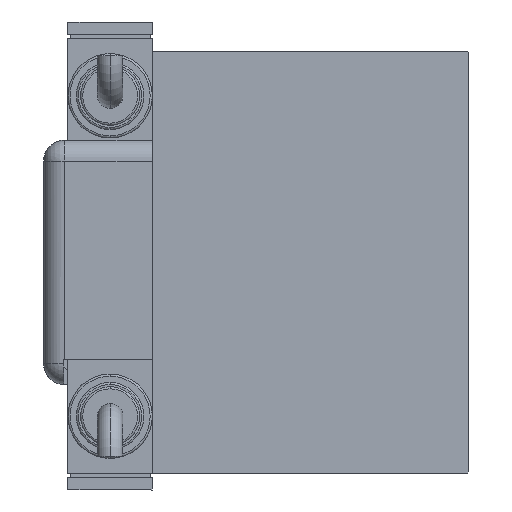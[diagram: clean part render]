
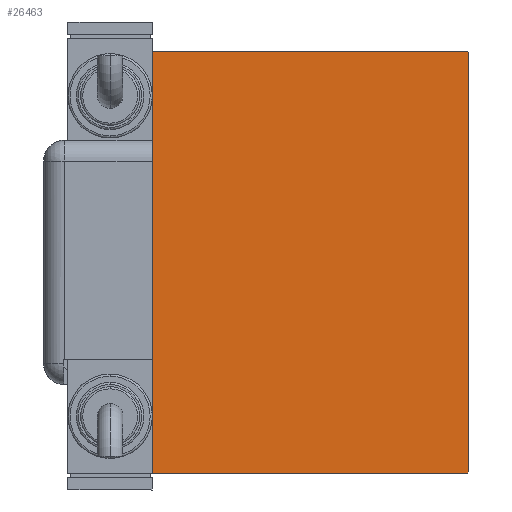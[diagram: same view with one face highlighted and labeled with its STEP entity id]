
A CAD part, left-side view. The second image highlights one B-rep face of the part: STEP entity #26463.
In plain terms, the highlighted face is planar.
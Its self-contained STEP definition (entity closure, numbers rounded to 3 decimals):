
#1540 = CARTESIAN_POINT ( 'NONE',  ( 193., 43.6, -43.6 ) ) ;
#1897 = DIRECTION ( 'NONE',  ( 0., -1., 0. ) ) ;
#2401 = CARTESIAN_POINT ( 'NONE',  ( 193., -37.5, -49.7 ) ) ;
#2778 = LINE ( 'NONE', #21111, #15436 ) ;
#3250 = CARTESIAN_POINT ( 'NONE',  ( 193., 37.2, 50. ) ) ;
#3510 = ORIENTED_EDGE ( 'NONE', *, *, #27542, .T. ) ;
#4395 = DIRECTION ( 'NONE',  ( 0., 1., 0. ) ) ;
#5850 = CARTESIAN_POINT ( 'NONE',  ( 193., -37.2, 50. ) ) ;
#6207 = ORIENTED_EDGE ( 'NONE', *, *, #20941, .T. ) ;
#6287 = CARTESIAN_POINT ( 'NONE',  ( 193., 37.5, -49.7 ) ) ;
#6326 = VERTEX_POINT ( 'NONE', #50810 ) ;
#8125 = VERTEX_POINT ( 'NONE', #31623 ) ;
#10122 = ORIENTED_EDGE ( 'NONE', *, *, #23899, .T. ) ;
#13711 = CARTESIAN_POINT ( 'NONE',  ( 193., -37.5, 50. ) ) ;
#15436 = VECTOR ( 'NONE', #1897, 1000. ) ;
#16157 = EDGE_CURVE ( 'NONE', #8125, #33665, #35537, .T. ) ;
#17225 = AXIS2_PLACEMENT_3D ( 'NONE', #54055, #49536, #58857 ) ;
#17302 = CARTESIAN_POINT ( 'NONE',  ( 193., -43.6, 43.6 ) ) ;
#17621 = CARTESIAN_POINT ( 'NONE',  ( 193., -37.5, -50. ) ) ;
#19622 = EDGE_CURVE ( 'NONE', #25701, #40483, #54652, .T. ) ;
#19989 = ORIENTED_EDGE ( 'NONE', *, *, #30022, .T. ) ;
#20941 = EDGE_CURVE ( 'NONE', #26966, #25701, #45191, .T. ) ;
#21090 = VECTOR ( 'NONE', #25580, 1000. ) ;
#21111 = CARTESIAN_POINT ( 'NONE',  ( 193., 37.5, 50. ) ) ;
#22120 = LINE ( 'NONE', #17302, #53059 ) ;
#22313 = CARTESIAN_POINT ( 'NONE',  ( 193., -43.6, -43.6 ) ) ;
#23899 = EDGE_CURVE ( 'NONE', #40483, #58072, #24389, .T. ) ;
#24389 = LINE ( 'NONE', #1540, #42164 ) ;
#25580 = DIRECTION ( 'NONE',  ( 0., 0., 1. ) ) ;
#25701 = VERTEX_POINT ( 'NONE', #40397 ) ;
#26463 = ADVANCED_FACE ( 'NONE', ( #40185 ), #26939, .T. ) ;
#26662 = DIRECTION ( 'NONE',  ( 0., 0., -1. ) ) ;
#26939 = PLANE ( 'NONE',  #17225 ) ;
#26966 = VERTEX_POINT ( 'NONE', #2401 ) ;
#27128 = VECTOR ( 'NONE', #45165, 1000. ) ;
#27542 = EDGE_CURVE ( 'NONE', #6326, #26966, #32047, .T. ) ;
#29219 = CARTESIAN_POINT ( 'NONE',  ( 193., 37.5, -50. ) ) ;
#29457 = ORIENTED_EDGE ( 'NONE', *, *, #19622, .T. ) ;
#29511 = LINE ( 'NONE', #29219, #21090 ) ;
#29722 = EDGE_LOOP ( 'NONE', ( #29457, #10122, #58828, #53696, #19989, #42381, #3510, #6207 ) ) ;
#30022 = EDGE_CURVE ( 'NONE', #33665, #47132, #2778, .T. ) ;
#31059 = EDGE_CURVE ( 'NONE', #58072, #8125, #29511, .T. ) ;
#31312 = VECTOR ( 'NONE', #45802, 1000. ) ;
#31623 = CARTESIAN_POINT ( 'NONE',  ( 193., 37.5, 49.7 ) ) ;
#32047 = LINE ( 'NONE', #13711, #37474 ) ;
#32053 = VECTOR ( 'NONE', #4395, 1000. ) ;
#33665 = VERTEX_POINT ( 'NONE', #3250 ) ;
#35374 = DIRECTION ( 'NONE',  ( 0., -0.707, -0.707 ) ) ;
#35537 = LINE ( 'NONE', #39454, #27128 ) ;
#37474 = VECTOR ( 'NONE', #26662, 1000. ) ;
#38232 = DIRECTION ( 'NONE',  ( 0., 0.707, 0.707 ) ) ;
#39454 = CARTESIAN_POINT ( 'NONE',  ( 193., 43.6, 43.6 ) ) ;
#40185 = FACE_OUTER_BOUND ( 'NONE', #29722, .T. ) ;
#40397 = CARTESIAN_POINT ( 'NONE',  ( 193., -37.2, -50. ) ) ;
#40483 = VERTEX_POINT ( 'NONE', #58819 ) ;
#42164 = VECTOR ( 'NONE', #38232, 1000. ) ;
#42381 = ORIENTED_EDGE ( 'NONE', *, *, #54327, .T. ) ;
#45165 = DIRECTION ( 'NONE',  ( 0., -0.707, 0.707 ) ) ;
#45191 = LINE ( 'NONE', #22313, #31312 ) ;
#45802 = DIRECTION ( 'NONE',  ( 0., 0.707, -0.707 ) ) ;
#47132 = VERTEX_POINT ( 'NONE', #5850 ) ;
#49536 = DIRECTION ( 'NONE',  ( 1., 0., 0. ) ) ;
#50810 = CARTESIAN_POINT ( 'NONE',  ( 193., -37.5, 49.7 ) ) ;
#53059 = VECTOR ( 'NONE', #35374, 1000. ) ;
#53696 = ORIENTED_EDGE ( 'NONE', *, *, #16157, .T. ) ;
#54055 = CARTESIAN_POINT ( 'NONE',  ( 193., 0., 0. ) ) ;
#54327 = EDGE_CURVE ( 'NONE', #47132, #6326, #22120, .T. ) ;
#54652 = LINE ( 'NONE', #17621, #32053 ) ;
#58072 = VERTEX_POINT ( 'NONE', #6287 ) ;
#58819 = CARTESIAN_POINT ( 'NONE',  ( 193., 37.2, -50. ) ) ;
#58828 = ORIENTED_EDGE ( 'NONE', *, *, #31059, .T. ) ;
#58857 = DIRECTION ( 'NONE',  ( 0., 0., -1. ) ) ;
